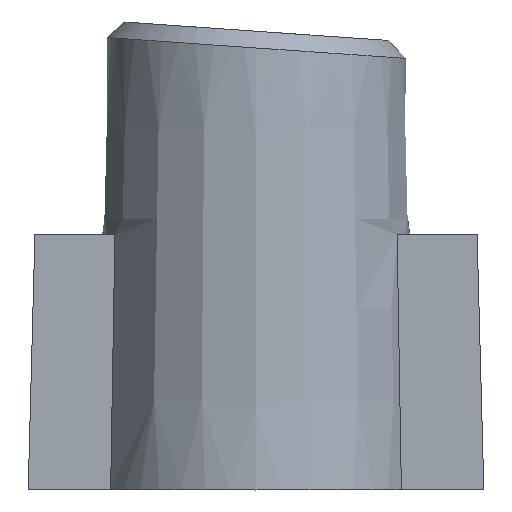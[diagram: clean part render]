
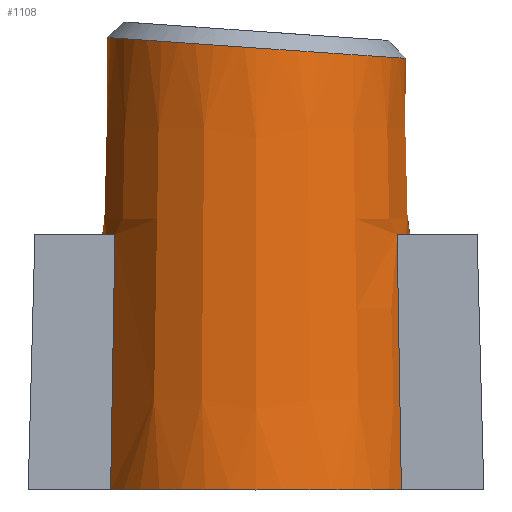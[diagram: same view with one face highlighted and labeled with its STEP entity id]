
A CAD part, left-side view. The second image highlights one B-rep face of the part: STEP entity #1108.
In plain terms, the highlighted conical face has half-angle 1.5 degrees and reference radius 2.25 mm.
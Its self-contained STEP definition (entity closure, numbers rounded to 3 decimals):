
#18=B_SPLINE_CURVE_WITH_KNOTS('',3,(#2086,#2087,#2088,#2089,#2090,#2091,
#2092,#2093,#2094),.UNSPECIFIED.,.F.,.F.,(4,1,1,1,1,1,4),(-3.142,
-2.244,-1.346,-0.449,0.449,
1.346,1.577),.UNSPECIFIED.);
#19=B_SPLINE_CURVE_WITH_KNOTS('',3,(#2095,#2096,#2097,#2098,#2099),
 .UNSPECIFIED.,.F.,.F.,(4,1,4),(1.577,2.244,3.142),
 .UNSPECIFIED.);
#142=LINE('',#2102,#232);
#232=VECTOR('',#1504,2.25);
#336=FACE_OUTER_BOUND('',#401,.T.);
#401=EDGE_LOOP('',(#960,#961,#962,#963,#964,#965,#966,#967,#968,#969,#970,
#971,#972));
#443=CIRCLE('',#1232,2.413);
#444=CIRCLE('',#1233,2.313);
#445=CIRCLE('',#1234,2.413);
#446=CIRCLE('',#1235,2.313);
#447=CIRCLE('',#1236,2.413);
#456=(
BOUNDED_CURVE()
B_SPLINE_CURVE(2,(#2106,#2107,#2108),.UNSPECIFIED.,.F.,.F.)
B_SPLINE_CURVE_WITH_KNOTS((3,3),(10259.625,10267.192),
 .UNSPECIFIED.)
CURVE()
GEOMETRIC_REPRESENTATION_ITEM()
RATIONAL_B_SPLINE_CURVE((1.,1.,1.))
REPRESENTATION_ITEM('')
);
#457=(
BOUNDED_CURVE()
B_SPLINE_CURVE(2,(#2112,#2113,#2114),.UNSPECIFIED.,.F.,.F.)
B_SPLINE_CURVE_WITH_KNOTS((3,3),(9753.41,9760.977),
 .UNSPECIFIED.)
CURVE()
GEOMETRIC_REPRESENTATION_ITEM()
RATIONAL_B_SPLINE_CURVE((1.,1.,1.))
REPRESENTATION_ITEM('')
);
#458=(
BOUNDED_CURVE()
B_SPLINE_CURVE(2,(#2118,#2119,#2120),.UNSPECIFIED.,.F.,.F.)
B_SPLINE_CURVE_WITH_KNOTS((3,3),(10259.625,10267.192),
 .UNSPECIFIED.)
CURVE()
GEOMETRIC_REPRESENTATION_ITEM()
RATIONAL_B_SPLINE_CURVE((1.,1.,1.))
REPRESENTATION_ITEM('')
);
#459=(
BOUNDED_CURVE()
B_SPLINE_CURVE(2,(#2124,#2125,#2126),.UNSPECIFIED.,.F.,.F.)
B_SPLINE_CURVE_WITH_KNOTS((3,3),(9753.41,9760.977),
 .UNSPECIFIED.)
CURVE()
GEOMETRIC_REPRESENTATION_ITEM()
RATIONAL_B_SPLINE_CURVE((1.,1.,1.))
REPRESENTATION_ITEM('')
);
#541=VERTEX_POINT('',#2083);
#542=VERTEX_POINT('',#2085);
#543=VERTEX_POINT('',#2101);
#544=VERTEX_POINT('',#2103);
#545=VERTEX_POINT('',#2105);
#546=VERTEX_POINT('',#2109);
#547=VERTEX_POINT('',#2111);
#548=VERTEX_POINT('',#2115);
#549=VERTEX_POINT('',#2117);
#550=VERTEX_POINT('',#2121);
#551=VERTEX_POINT('',#2123);
#690=EDGE_CURVE('',#541,#542,#18,.T.);
#691=EDGE_CURVE('',#542,#541,#19,.T.);
#692=EDGE_CURVE('',#542,#543,#142,.T.);
#693=EDGE_CURVE('',#543,#544,#443,.F.);
#694=EDGE_CURVE('',#544,#545,#456,.F.);
#695=EDGE_CURVE('',#545,#546,#444,.T.);
#696=EDGE_CURVE('',#546,#547,#457,.F.);
#697=EDGE_CURVE('',#547,#548,#445,.F.);
#698=EDGE_CURVE('',#548,#549,#458,.F.);
#699=EDGE_CURVE('',#549,#550,#446,.T.);
#700=EDGE_CURVE('',#550,#551,#459,.F.);
#701=EDGE_CURVE('',#551,#543,#447,.F.);
#960=ORIENTED_EDGE('',*,*,#690,.F.);
#961=ORIENTED_EDGE('',*,*,#691,.F.);
#962=ORIENTED_EDGE('',*,*,#692,.T.);
#963=ORIENTED_EDGE('',*,*,#693,.T.);
#964=ORIENTED_EDGE('',*,*,#694,.T.);
#965=ORIENTED_EDGE('',*,*,#695,.T.);
#966=ORIENTED_EDGE('',*,*,#696,.T.);
#967=ORIENTED_EDGE('',*,*,#697,.T.);
#968=ORIENTED_EDGE('',*,*,#698,.T.);
#969=ORIENTED_EDGE('',*,*,#699,.T.);
#970=ORIENTED_EDGE('',*,*,#700,.T.);
#971=ORIENTED_EDGE('',*,*,#701,.T.);
#972=ORIENTED_EDGE('',*,*,#692,.F.);
#1060=CONICAL_SURFACE('',#1231,2.25,0.026);
#1108=ADVANCED_FACE('',(#336),#1060,.T.);
#1231=AXIS2_PLACEMENT_3D('',#2100,#1502,#1503);
#1232=AXIS2_PLACEMENT_3D('',#2104,#1505,#1506);
#1233=AXIS2_PLACEMENT_3D('',#2110,#1507,#1508);
#1234=AXIS2_PLACEMENT_3D('',#2116,#1509,#1510);
#1235=AXIS2_PLACEMENT_3D('',#2122,#1511,#1512);
#1236=AXIS2_PLACEMENT_3D('',#2127,#1513,#1514);
#1502=DIRECTION('center_axis',(0.,0.,-1.));
#1503=DIRECTION('ref_axis',(1.,0.,0.));
#1504=DIRECTION('',(-0.026,0.,-1.));
#1505=DIRECTION('center_axis',(0.,0.,-1.));
#1506=DIRECTION('ref_axis',(1.,0.,0.));
#1507=DIRECTION('center_axis',(0.,0.,1.));
#1508=DIRECTION('ref_axis',(1.,0.,0.));
#1509=DIRECTION('center_axis',(0.,0.,-1.));
#1510=DIRECTION('ref_axis',(1.,0.,0.));
#1511=DIRECTION('center_axis',(0.,0.,1.));
#1512=DIRECTION('ref_axis',(1.,0.,0.));
#1513=DIRECTION('center_axis',(0.,0.,-1.));
#1514=DIRECTION('ref_axis',(1.,0.,0.));
#2083=CARTESIAN_POINT('',(4.438,4.174,9.235));
#2085=CARTESIAN_POINT('',(2.197,6.42,9.391));
#2086=CARTESIAN_POINT('Ctrl Pts',(4.438,4.174,9.235));
#2087=CARTESIAN_POINT('Ctrl Pts',(5.113,4.174,9.235));
#2088=CARTESIAN_POINT('Ctrl Pts',(6.457,4.827,9.28));
#2089=CARTESIAN_POINT('Ctrl Pts',(6.93,7.006,9.432));
#2090=CARTESIAN_POINT('Ctrl Pts',(5.538,8.725,9.552));
#2091=CARTESIAN_POINT('Ctrl Pts',(3.338,8.721,9.552));
#2092=CARTESIAN_POINT('Ctrl Pts',(2.288,7.433,9.462));
#2093=CARTESIAN_POINT('Ctrl Pts',(2.196,6.592,9.403));
#2094=CARTESIAN_POINT('Ctrl Pts',(2.197,6.42,9.391));
#2095=CARTESIAN_POINT('Ctrl Pts',(2.197,6.42,9.391));
#2096=CARTESIAN_POINT('Ctrl Pts',(2.2,5.921,9.356));
#2097=CARTESIAN_POINT('Ctrl Pts',(2.593,4.743,9.274));
#2098=CARTESIAN_POINT('Ctrl Pts',(3.762,4.174,9.235));
#2099=CARTESIAN_POINT('Ctrl Pts',(4.438,4.174,9.235));
#2100=CARTESIAN_POINT('Origin',(4.438,6.418,9.));
#2101=CARTESIAN_POINT('',(2.024,6.418,2.767));
#2102=CARTESIAN_POINT('',(2.188,6.418,9.));
#2103=CARTESIAN_POINT('',(3.399,4.24,2.767));
#2104=CARTESIAN_POINT('Origin',(4.438,6.418,2.767));
#2105=CARTESIAN_POINT('',(3.499,4.304,6.592));
#2106=CARTESIAN_POINT('Ctrl Pts',(3.499,4.304,6.592));
#2107=CARTESIAN_POINT('Ctrl Pts',(3.45,4.272,4.708));
#2108=CARTESIAN_POINT('Ctrl Pts',(3.399,4.24,2.767));
#2109=CARTESIAN_POINT('',(5.376,4.304,6.592));
#2110=CARTESIAN_POINT('Origin',(4.438,6.418,6.592));
#2111=CARTESIAN_POINT('',(5.476,4.24,2.767));
#2112=CARTESIAN_POINT('Ctrl Pts',(5.476,4.24,2.767));
#2113=CARTESIAN_POINT('Ctrl Pts',(5.425,4.272,4.708));
#2114=CARTESIAN_POINT('Ctrl Pts',(5.376,4.304,6.592));
#2115=CARTESIAN_POINT('',(5.476,8.596,2.767));
#2116=CARTESIAN_POINT('Origin',(4.438,6.418,2.767));
#2117=CARTESIAN_POINT('',(5.376,8.532,6.592));
#2118=CARTESIAN_POINT('Ctrl Pts',(5.376,8.532,6.592));
#2119=CARTESIAN_POINT('Ctrl Pts',(5.425,8.564,4.708));
#2120=CARTESIAN_POINT('Ctrl Pts',(5.476,8.596,2.767));
#2121=CARTESIAN_POINT('',(3.499,8.532,6.592));
#2122=CARTESIAN_POINT('Origin',(4.438,6.418,6.592));
#2123=CARTESIAN_POINT('',(3.399,8.596,2.767));
#2124=CARTESIAN_POINT('Ctrl Pts',(3.399,8.596,2.767));
#2125=CARTESIAN_POINT('Ctrl Pts',(3.45,8.564,4.708));
#2126=CARTESIAN_POINT('Ctrl Pts',(3.499,8.532,6.592));
#2127=CARTESIAN_POINT('Origin',(4.438,6.418,2.767));
